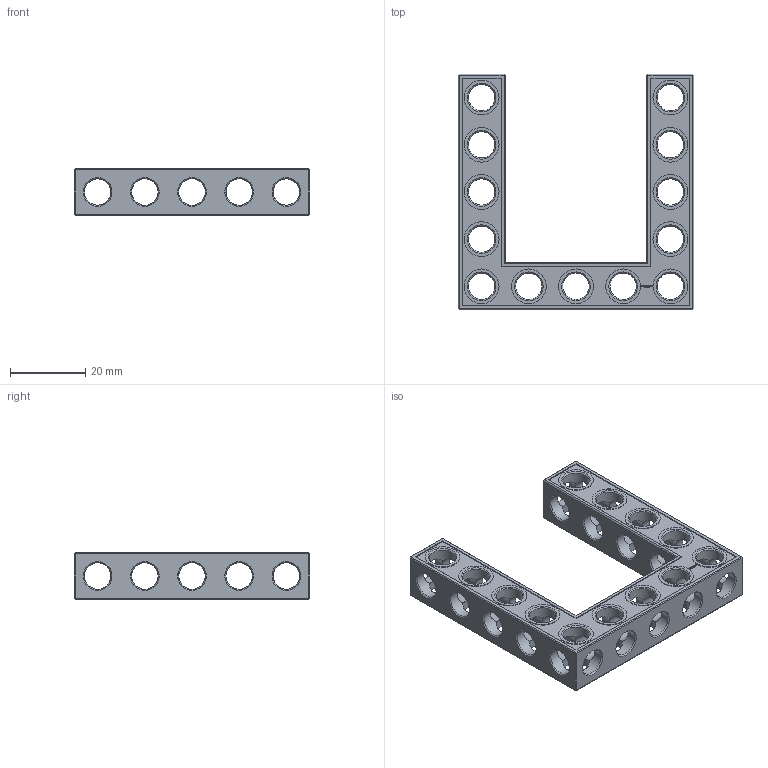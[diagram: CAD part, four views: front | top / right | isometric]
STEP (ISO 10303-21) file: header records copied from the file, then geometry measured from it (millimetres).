
FILE_DESCRIPTION(('FreeCAD Model'),'2;1');
FILE_NAME('Open CASCADE Shape Model','2022-02-23T17:21:46',( 'Paulo Kiefe'),('STEMFIE.org'),'Open CASCADE STEP processor 7.5', 'FreeCAD','Unknown');
FILE_SCHEMA(('AUTOMOTIVE_DESIGN { 1 0 10303 214 1 1 1 1 }'));
Products named in the file (1): Beam AGD ESS USH SYM BU05x05x01 - SPN-BEM-0342 (stemfie.org)
Bounding box: 62.5 x 62.5 x 12.5 mm (x, y, z)
Volume: 12701.9 mm3; surface area: 11481.5 mm2
Topology: 1 solids, 1 shells, 682 faces, 1965 edges, 1279 vertices
Faces by surface type: plane 397, extrusion 152, cylinder 79, cone 54
Full cylindrical faces by diameter (mm): 6.98 x12, 7 x54, 9.2 x13
Entity records: 90559 total; most frequent: CARTESIAN_POINT 53339, DIRECTION 6023, VECTOR 4376, LINE 4224, ORIENTED_EDGE 3930, PCURVE 3930, DEFINITIONAL_REPRESENTATION 3930, EDGE_CURVE 1965
